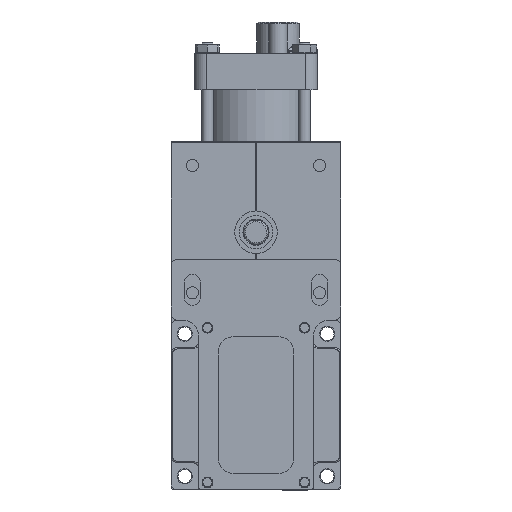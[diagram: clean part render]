
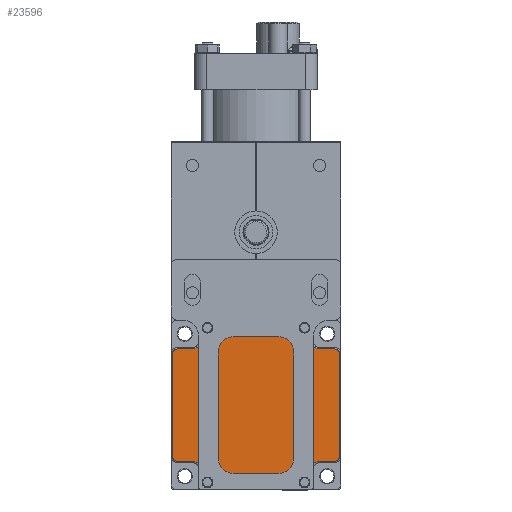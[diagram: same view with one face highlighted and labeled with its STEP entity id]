
A CAD part, front view. The second image highlights one B-rep face of the part: STEP entity #23596.
In plain terms, the highlighted face is planar.
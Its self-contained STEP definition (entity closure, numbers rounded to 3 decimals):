
#1296=FACE_BOUND('',#4074,.T.);
#1297=FACE_BOUND('',#4075,.T.);
#1298=FACE_BOUND('',#4076,.T.);
#1299=FACE_BOUND('',#4077,.T.);
#1595=PLANE('',#25754);
#2532=FACE_OUTER_BOUND('',#4073,.T.);
#4073=EDGE_LOOP('',(#18443,#18444,#18445,#18446,#18447,#18448,#18449,#18450,
#18451,#18452,#18453,#18454,#18455,#18456,#18457,#18458,#18459,#18460,#18461,
#18462,#18463,#18464,#18465,#18466));
#4074=EDGE_LOOP('',(#18467));
#4075=EDGE_LOOP('',(#18468));
#4076=EDGE_LOOP('',(#18469));
#4077=EDGE_LOOP('',(#18470));
#5480=CIRCLE('',#25669,1.5);
#5484=CIRCLE('',#25675,1.5);
#5488=CIRCLE('',#25681,2.5);
#5492=CIRCLE('',#25687,1.5);
#5496=CIRCLE('',#25693,1.5);
#5500=CIRCLE('',#25699,2.5);
#5504=CIRCLE('',#25705,1.5);
#5508=CIRCLE('',#25711,1.5);
#5512=CIRCLE('',#25717,2.5);
#5516=CIRCLE('',#25723,1.5);
#5520=CIRCLE('',#25729,1.5);
#5524=CIRCLE('',#25735,2.5);
#5531=CIRCLE('',#25755,1.5);
#5532=CIRCLE('',#25756,1.5);
#5533=CIRCLE('',#25757,1.5);
#5534=CIRCLE('',#25758,1.5);
#7202=LINE('',#39568,#9066);
#7203=LINE('',#39579,#9067);
#7205=LINE('',#39591,#9069);
#7207=LINE('',#39603,#9071);
#7209=LINE('',#39615,#9073);
#7211=LINE('',#39627,#9075);
#7213=LINE('',#39639,#9077);
#7215=LINE('',#39651,#9079);
#7217=LINE('',#39663,#9081);
#7219=LINE('',#39675,#9083);
#7221=LINE('',#39687,#9085);
#7223=LINE('',#39699,#9087);
#9066=VECTOR('',#30253,10.);
#9067=VECTOR('',#30266,10.);
#9069=VECTOR('',#30280,10.);
#9071=VECTOR('',#30294,10.);
#9073=VECTOR('',#30308,10.);
#9075=VECTOR('',#30322,10.);
#9077=VECTOR('',#30336,10.);
#9079=VECTOR('',#30350,10.);
#9081=VECTOR('',#30364,10.);
#9083=VECTOR('',#30378,10.);
#9085=VECTOR('',#30392,10.);
#9087=VECTOR('',#30406,10.);
#11042=VERTEX_POINT('',#39561);
#11045=VERTEX_POINT('',#39566);
#11047=VERTEX_POINT('',#39571);
#11049=VERTEX_POINT('',#39577);
#11051=VERTEX_POINT('',#39583);
#11053=VERTEX_POINT('',#39589);
#11055=VERTEX_POINT('',#39595);
#11057=VERTEX_POINT('',#39601);
#11059=VERTEX_POINT('',#39607);
#11061=VERTEX_POINT('',#39613);
#11063=VERTEX_POINT('',#39619);
#11065=VERTEX_POINT('',#39625);
#11067=VERTEX_POINT('',#39631);
#11069=VERTEX_POINT('',#39637);
#11071=VERTEX_POINT('',#39643);
#11073=VERTEX_POINT('',#39649);
#11075=VERTEX_POINT('',#39655);
#11077=VERTEX_POINT('',#39661);
#11079=VERTEX_POINT('',#39667);
#11081=VERTEX_POINT('',#39673);
#11083=VERTEX_POINT('',#39679);
#11085=VERTEX_POINT('',#39685);
#11087=VERTEX_POINT('',#39691);
#11089=VERTEX_POINT('',#39697);
#11103=VERTEX_POINT('',#39755);
#11104=VERTEX_POINT('',#39757);
#11105=VERTEX_POINT('',#39759);
#11106=VERTEX_POINT('',#39761);
#13638=EDGE_CURVE('',#11045,#11042,#7202,.T.);
#13640=EDGE_CURVE('',#11047,#11045,#5480,.T.);
#13643=EDGE_CURVE('',#11049,#11047,#7203,.T.);
#13646=EDGE_CURVE('',#11051,#11049,#5484,.T.);
#13649=EDGE_CURVE('',#11053,#11051,#7205,.T.);
#13652=EDGE_CURVE('',#11055,#11053,#5488,.T.);
#13655=EDGE_CURVE('',#11057,#11055,#7207,.T.);
#13658=EDGE_CURVE('',#11059,#11057,#5492,.T.);
#13661=EDGE_CURVE('',#11061,#11059,#7209,.T.);
#13664=EDGE_CURVE('',#11063,#11061,#5496,.T.);
#13667=EDGE_CURVE('',#11065,#11063,#7211,.T.);
#13670=EDGE_CURVE('',#11067,#11065,#5500,.T.);
#13673=EDGE_CURVE('',#11069,#11067,#7213,.T.);
#13676=EDGE_CURVE('',#11071,#11069,#5504,.T.);
#13679=EDGE_CURVE('',#11073,#11071,#7215,.T.);
#13682=EDGE_CURVE('',#11075,#11073,#5508,.T.);
#13685=EDGE_CURVE('',#11077,#11075,#7217,.T.);
#13688=EDGE_CURVE('',#11079,#11077,#5512,.T.);
#13691=EDGE_CURVE('',#11081,#11079,#7219,.T.);
#13694=EDGE_CURVE('',#11083,#11081,#5516,.T.);
#13697=EDGE_CURVE('',#11085,#11083,#7221,.T.);
#13700=EDGE_CURVE('',#11087,#11085,#5520,.T.);
#13703=EDGE_CURVE('',#11089,#11087,#7223,.T.);
#13706=EDGE_CURVE('',#11042,#11089,#5524,.T.);
#13732=EDGE_CURVE('',#11103,#11103,#5531,.T.);
#13733=EDGE_CURVE('',#11104,#11104,#5532,.T.);
#13734=EDGE_CURVE('',#11105,#11105,#5533,.T.);
#13735=EDGE_CURVE('',#11106,#11106,#5534,.T.);
#18443=ORIENTED_EDGE('',*,*,#13638,.F.);
#18444=ORIENTED_EDGE('',*,*,#13640,.F.);
#18445=ORIENTED_EDGE('',*,*,#13643,.F.);
#18446=ORIENTED_EDGE('',*,*,#13646,.F.);
#18447=ORIENTED_EDGE('',*,*,#13649,.F.);
#18448=ORIENTED_EDGE('',*,*,#13652,.F.);
#18449=ORIENTED_EDGE('',*,*,#13655,.F.);
#18450=ORIENTED_EDGE('',*,*,#13658,.F.);
#18451=ORIENTED_EDGE('',*,*,#13661,.F.);
#18452=ORIENTED_EDGE('',*,*,#13664,.F.);
#18453=ORIENTED_EDGE('',*,*,#13667,.F.);
#18454=ORIENTED_EDGE('',*,*,#13670,.F.);
#18455=ORIENTED_EDGE('',*,*,#13673,.F.);
#18456=ORIENTED_EDGE('',*,*,#13676,.F.);
#18457=ORIENTED_EDGE('',*,*,#13679,.F.);
#18458=ORIENTED_EDGE('',*,*,#13682,.F.);
#18459=ORIENTED_EDGE('',*,*,#13685,.F.);
#18460=ORIENTED_EDGE('',*,*,#13688,.F.);
#18461=ORIENTED_EDGE('',*,*,#13691,.F.);
#18462=ORIENTED_EDGE('',*,*,#13694,.F.);
#18463=ORIENTED_EDGE('',*,*,#13697,.F.);
#18464=ORIENTED_EDGE('',*,*,#13700,.F.);
#18465=ORIENTED_EDGE('',*,*,#13703,.F.);
#18466=ORIENTED_EDGE('',*,*,#13706,.F.);
#18467=ORIENTED_EDGE('',*,*,#13732,.T.);
#18468=ORIENTED_EDGE('',*,*,#13733,.T.);
#18469=ORIENTED_EDGE('',*,*,#13734,.T.);
#18470=ORIENTED_EDGE('',*,*,#13735,.T.);
#23596=ADVANCED_FACE('',(#2532,#1296,#1297,#1298,#1299),#1595,.F.);
#25669=AXIS2_PLACEMENT_3D('',#39573,#30258,#30259);
#25675=AXIS2_PLACEMENT_3D('',#39585,#30272,#30273);
#25681=AXIS2_PLACEMENT_3D('',#39597,#30286,#30287);
#25687=AXIS2_PLACEMENT_3D('',#39609,#30300,#30301);
#25693=AXIS2_PLACEMENT_3D('',#39621,#30314,#30315);
#25699=AXIS2_PLACEMENT_3D('',#39633,#30328,#30329);
#25705=AXIS2_PLACEMENT_3D('',#39645,#30342,#30343);
#25711=AXIS2_PLACEMENT_3D('',#39657,#30356,#30357);
#25717=AXIS2_PLACEMENT_3D('',#39669,#30370,#30371);
#25723=AXIS2_PLACEMENT_3D('',#39681,#30384,#30385);
#25729=AXIS2_PLACEMENT_3D('',#39693,#30398,#30399);
#25735=AXIS2_PLACEMENT_3D('',#39703,#30412,#30413);
#25754=AXIS2_PLACEMENT_3D('',#39754,#30469,#30470);
#25755=AXIS2_PLACEMENT_3D('',#39756,#30471,#30472);
#25756=AXIS2_PLACEMENT_3D('',#39758,#30473,#30474);
#25757=AXIS2_PLACEMENT_3D('',#39760,#30475,#30476);
#25758=AXIS2_PLACEMENT_3D('',#39762,#30477,#30478);
#30253=DIRECTION('',(1.,0.,0.));
#30258=DIRECTION('center_axis',(0.,0.,1.));
#30259=DIRECTION('ref_axis',(-0.707,-0.707,0.));
#30266=DIRECTION('',(0.,-1.,0.));
#30272=DIRECTION('center_axis',(0.,0.,1.));
#30273=DIRECTION('ref_axis',(-0.707,0.707,0.));
#30280=DIRECTION('',(-1.,0.,0.));
#30286=DIRECTION('center_axis',(0.,0.,-1.));
#30287=DIRECTION('ref_axis',(0.707,-0.707,0.));
#30294=DIRECTION('',(0.,-1.,0.));
#30300=DIRECTION('center_axis',(0.,0.,1.));
#30301=DIRECTION('ref_axis',(-0.707,0.707,0.));
#30308=DIRECTION('',(-1.,0.,0.));
#30314=DIRECTION('center_axis',(0.,0.,1.));
#30315=DIRECTION('ref_axis',(0.707,0.707,0.));
#30322=DIRECTION('',(0.,1.,0.));
#30328=DIRECTION('center_axis',(0.,0.,-1.));
#30329=DIRECTION('ref_axis',(-0.707,-0.707,0.));
#30336=DIRECTION('',(-1.,0.,0.));
#30342=DIRECTION('center_axis',(0.,0.,1.));
#30343=DIRECTION('ref_axis',(0.707,0.707,0.));
#30350=DIRECTION('',(0.,1.,0.));
#30356=DIRECTION('center_axis',(0.,0.,1.));
#30357=DIRECTION('ref_axis',(0.707,-0.707,0.));
#30364=DIRECTION('',(1.,0.,0.));
#30370=DIRECTION('center_axis',(0.,0.,-1.));
#30371=DIRECTION('ref_axis',(-0.707,0.707,0.));
#30378=DIRECTION('',(0.,1.,0.));
#30384=DIRECTION('center_axis',(0.,0.,1.));
#30385=DIRECTION('ref_axis',(0.707,-0.707,0.));
#30392=DIRECTION('',(1.,0.,0.));
#30398=DIRECTION('center_axis',(0.,0.,1.));
#30399=DIRECTION('ref_axis',(-0.707,-0.707,0.));
#30406=DIRECTION('',(0.,-1.,0.));
#30412=DIRECTION('center_axis',(0.,0.,-1.));
#30413=DIRECTION('ref_axis',(0.707,0.707,0.));
#30469=DIRECTION('center_axis',(0.,0.,1.));
#30470=DIRECTION('ref_axis',(1.,0.,0.));
#30471=DIRECTION('center_axis',(0.,0.,1.));
#30472=DIRECTION('ref_axis',(1.,0.,0.));
#30473=DIRECTION('center_axis',(0.,0.,1.));
#30474=DIRECTION('ref_axis',(1.,0.,0.));
#30475=DIRECTION('center_axis',(0.,0.,1.));
#30476=DIRECTION('ref_axis',(1.,0.,0.));
#30477=DIRECTION('center_axis',(0.,0.,1.));
#30478=DIRECTION('ref_axis',(1.,0.,0.));
#39561=CARTESIAN_POINT('',(-21.,-18.5,0.));
#39566=CARTESIAN_POINT('',(-26.,-18.5,0.));
#39568=CARTESIAN_POINT('',(-9.5,-18.5,0.));
#39571=CARTESIAN_POINT('',(-27.5,-17.,0.));
#39573=CARTESIAN_POINT('Origin',(-26.,-17.,0.));
#39577=CARTESIAN_POINT('',(-27.5,17.,0.));
#39579=CARTESIAN_POINT('',(-27.5,14.,0.));
#39583=CARTESIAN_POINT('',(-26.,18.5,0.));
#39585=CARTESIAN_POINT('Origin',(-26.,17.,0.));
#39589=CARTESIAN_POINT('',(-21.,18.5,0.));
#39591=CARTESIAN_POINT('',(-14.,18.5,0.));
#39595=CARTESIAN_POINT('',(-18.5,21.,0.));
#39597=CARTESIAN_POINT('Origin',(-21.,21.,0.));
#39601=CARTESIAN_POINT('',(-18.5,26.,0.));
#39603=CARTESIAN_POINT('',(-18.5,9.5,0.));
#39607=CARTESIAN_POINT('',(-17.,27.5,0.));
#39609=CARTESIAN_POINT('Origin',(-17.,26.,0.));
#39613=CARTESIAN_POINT('',(17.,27.5,0.));
#39615=CARTESIAN_POINT('',(14.,27.5,0.));
#39619=CARTESIAN_POINT('',(18.5,26.,0.));
#39621=CARTESIAN_POINT('Origin',(17.,26.,0.));
#39625=CARTESIAN_POINT('',(18.5,21.,0.));
#39627=CARTESIAN_POINT('',(18.5,14.,0.));
#39631=CARTESIAN_POINT('',(21.,18.5,0.));
#39633=CARTESIAN_POINT('Origin',(21.,21.,0.));
#39637=CARTESIAN_POINT('',(26.,18.5,0.));
#39639=CARTESIAN_POINT('',(9.5,18.5,0.));
#39643=CARTESIAN_POINT('',(27.5,17.,0.));
#39645=CARTESIAN_POINT('Origin',(26.,17.,0.));
#39649=CARTESIAN_POINT('',(27.5,-17.,0.));
#39651=CARTESIAN_POINT('',(27.5,-14.,0.));
#39655=CARTESIAN_POINT('',(26.,-18.5,0.));
#39657=CARTESIAN_POINT('Origin',(26.,-17.,0.));
#39661=CARTESIAN_POINT('',(21.,-18.5,0.));
#39663=CARTESIAN_POINT('',(14.,-18.5,0.));
#39667=CARTESIAN_POINT('',(18.5,-21.,0.));
#39669=CARTESIAN_POINT('Origin',(21.,-21.,0.));
#39673=CARTESIAN_POINT('',(18.5,-26.,0.));
#39675=CARTESIAN_POINT('',(18.5,-9.5,0.));
#39679=CARTESIAN_POINT('',(17.,-27.5,0.));
#39681=CARTESIAN_POINT('Origin',(17.,-26.,0.));
#39685=CARTESIAN_POINT('',(-17.,-27.5,0.));
#39687=CARTESIAN_POINT('',(-14.,-27.5,0.));
#39691=CARTESIAN_POINT('',(-18.5,-26.,0.));
#39693=CARTESIAN_POINT('Origin',(-17.,-26.,0.));
#39697=CARTESIAN_POINT('',(-18.5,-21.,0.));
#39699=CARTESIAN_POINT('',(-18.5,-14.,0.));
#39703=CARTESIAN_POINT('Origin',(-21.,-21.,0.));
#39754=CARTESIAN_POINT('Origin',(0.,0.,0.));
#39755=CARTESIAN_POINT('',(14.5,-25.5,0.));
#39756=CARTESIAN_POINT('Origin',(16.,-25.5,0.));
#39757=CARTESIAN_POINT('',(-17.5,-25.5,0.));
#39758=CARTESIAN_POINT('Origin',(-16.,-25.5,0.));
#39759=CARTESIAN_POINT('',(14.5,25.5,0.));
#39760=CARTESIAN_POINT('Origin',(16.,25.5,0.));
#39761=CARTESIAN_POINT('',(-17.5,25.5,0.));
#39762=CARTESIAN_POINT('Origin',(-16.,25.5,0.));
